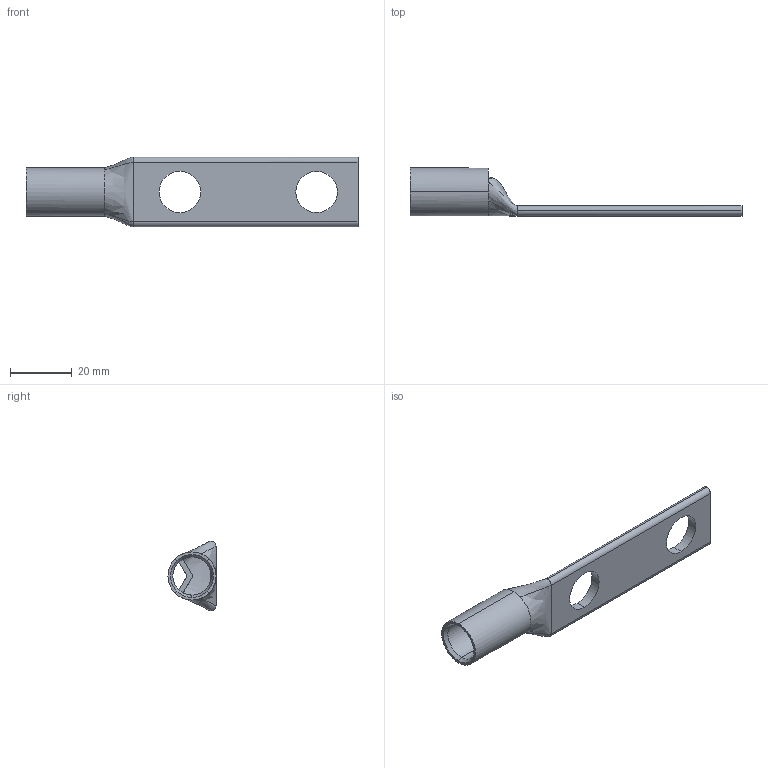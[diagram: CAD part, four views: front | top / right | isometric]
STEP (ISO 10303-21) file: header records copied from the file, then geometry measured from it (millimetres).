
FILE_DESCRIPTION (( 'STEP AP203' ), '1' );
FILE_NAME ('BLU-3_0D-1.step', '2024-09-09T18:02:09', ( '' ), ( '' ), 'SwSTEP 2.0', 'SolidWorks 2023', '' );
FILE_SCHEMA (( 'CONFIG_CONTROL_DESIGN' ));
Length unit declared in the file: inch
Products named in the file (1): BLU-3_0D-1
Bounding box: 107.95 x 15.62 x 22.61 mm (x, y, z)
Volume: 6728.4 mm3; surface area: 6639.9 mm2
Topology: 1 solids, 1 shells, 44 faces, 115 edges, 72 vertices
Faces by surface type: bspline 18, cylinder 13, plane 11, cone 2
Entity records: 1976 total; most frequent: CARTESIAN_POINT 940, ORIENTED_EDGE 230, DIRECTION 152, EDGE_CURVE 115, VERTEX_POINT 72, AXIS2_PLACEMENT_3D 59, EDGE_LOOP 49, B_SPLINE_CURVE_WITH_KNOTS 49
